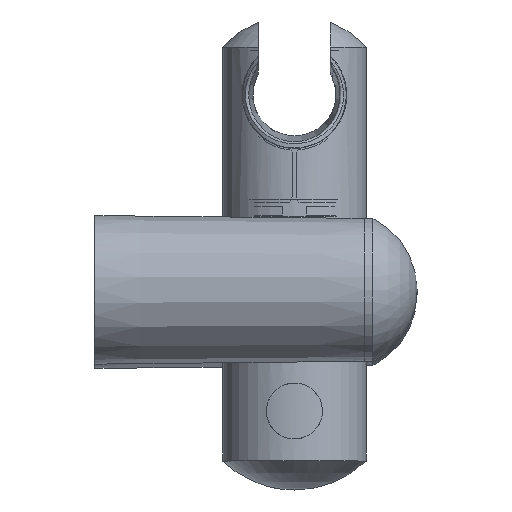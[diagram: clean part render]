
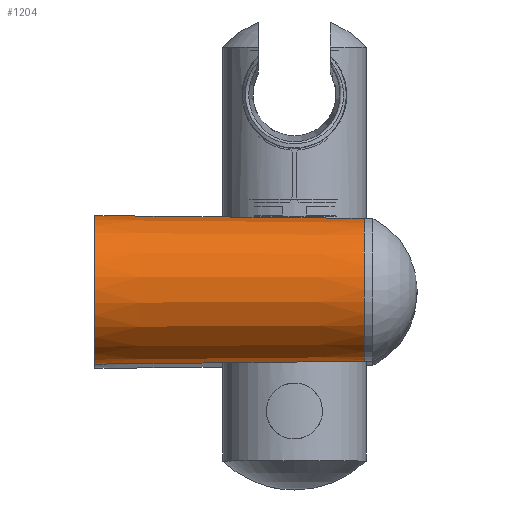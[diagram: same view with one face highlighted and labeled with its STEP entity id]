
A CAD part, top view. The second image highlights one B-rep face of the part: STEP entity #1204.
In plain terms, the highlighted conical face has half-angle 0.6 degrees and reference radius 17.9 mm.
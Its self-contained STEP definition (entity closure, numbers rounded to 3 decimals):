
#247=CONICAL_SURFACE('',#1460,17.9,0.01);
#286=ORIENTED_EDGE('',*,*,#573,.F.);
#287=ORIENTED_EDGE('',*,*,#574,.T.);
#573=EDGE_CURVE('',#809,#809,#1028,.T.);
#574=EDGE_CURVE('',#810,#810,#1029,.T.);
#809=VERTEX_POINT('',#1706);
#810=VERTEX_POINT('',#1708);
#1028=CIRCLE('',#1461,18.607);
#1029=CIRCLE('',#1462,17.9);
#1073=EDGE_LOOP('',(#286));
#1074=EDGE_LOOP('',(#287));
#1135=FACE_BOUND('',#1073,.T.);
#1136=FACE_BOUND('',#1074,.T.);
#1204=ADVANCED_FACE('',(#1135,#1136),#247,.T.);
#1460=AXIS2_PLACEMENT_3D('',#1704,#1549,#1550);
#1461=AXIS2_PLACEMENT_3D('',#1705,#1551,#1552);
#1462=AXIS2_PLACEMENT_3D('',#1707,#1553,#1554);
#1549=DIRECTION('',(-1.,0.,0.));
#1550=DIRECTION('',(0.,0.,1.));
#1551=DIRECTION('',(-1.,0.,0.));
#1552=DIRECTION('',(0.,0.,-1.));
#1553=DIRECTION('',(-1.,0.,0.));
#1554=DIRECTION('',(0.,-1.,0.));
#1704=CARTESIAN_POINT('',(67.5,0.,620.204));
#1705=CARTESIAN_POINT('',(0.,0.,620.204));
#1706=CARTESIAN_POINT('',(0.,0.,601.597));
#1707=CARTESIAN_POINT('',(67.5,0.,620.204));
#1708=CARTESIAN_POINT('',(67.5,-17.9,620.204));
